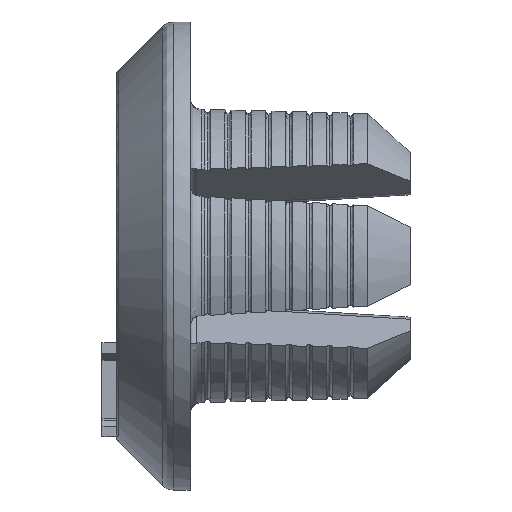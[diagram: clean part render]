
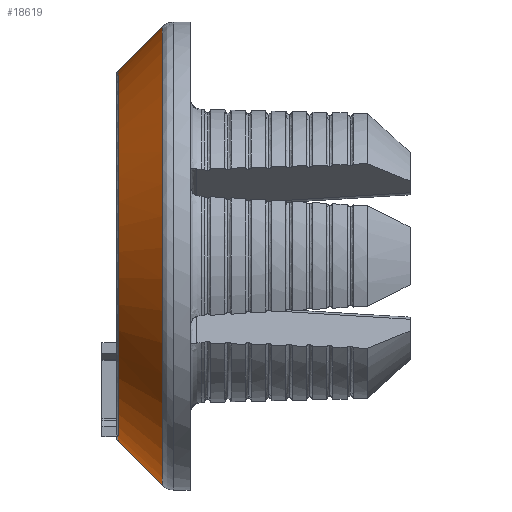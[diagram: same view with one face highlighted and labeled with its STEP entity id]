
A CAD part, left-side view. The second image highlights one B-rep face of the part: STEP entity #18619.
In plain terms, the highlighted free-form (B-spline) face has degree [2, 1] with [5, 2] control points.
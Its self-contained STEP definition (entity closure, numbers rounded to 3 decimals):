
#18619 = ADVANCED_FACE('',(#18620),#18680,.T.);
#18620 = FACE_BOUND('',#18621,.T.);
#18621 = EDGE_LOOP('',(#18622,#18634,#18641,#18651,#18658,#18666,#18674)
  );
#18622 = ORIENTED_EDGE('',*,*,#18623,.T.);
#18623 = EDGE_CURVE('',#18624,#18626,#18628,.T.);
#18624 = VERTEX_POINT('',#18625);
#18625 = CARTESIAN_POINT('',(-2.743,4.866,
    -12.235));
#18626 = VERTEX_POINT('',#18627);
#18627 = CARTESIAN_POINT('',(0.,4.866,
    12.538));
#18628 = ( BOUNDED_CURVE() B_SPLINE_CURVE(2,(#18629,#18630,#18631,#18632
,#18633),.UNSPECIFIED.,.F.,.F.) B_SPLINE_CURVE_WITH_KNOTS((3,2,3),(
    0.,1.461,2.921),
.PIECEWISE_BEZIER_KNOTS.) CURVE() GEOMETRIC_REPRESENTATION_ITEM() 
RATIONAL_B_SPLINE_CURVE((1.,0.745,1.,0.745,1.)) 
REPRESENTATION_ITEM('') );
#18629 = CARTESIAN_POINT('',(-2.743,4.866,-12.235
    ));
#18630 = CARTESIAN_POINT('',(-13.698,4.866,
    -9.779));
#18631 = CARTESIAN_POINT('',(-12.462,4.866,
    1.38));
#18632 = CARTESIAN_POINT('',(-11.227,4.866,
    12.538));
#18633 = CARTESIAN_POINT('',(0.,4.866,
    12.538));
#18634 = ORIENTED_EDGE('',*,*,#18635,.T.);
#18635 = EDGE_CURVE('',#18626,#18636,#18638,.T.);
#18636 = VERTEX_POINT('',#18637);
#18637 = CARTESIAN_POINT('',(0.,1.887,15.517));
#18638 = B_SPLINE_CURVE_WITH_KNOTS('',1,(#18639,#18640),.UNSPECIFIED.,
  .F.,.F.,(2,2),(-0.672,3.21),.PIECEWISE_BEZIER_KNOTS.);
#18639 = CARTESIAN_POINT('',(0.,4.866,12.538));
#18640 = CARTESIAN_POINT('',(0.,1.887,15.517));
#18641 = ORIENTED_EDGE('',*,*,#18642,.T.);
#18642 = EDGE_CURVE('',#18636,#18643,#18645,.T.);
#18643 = VERTEX_POINT('',#18644);
#18644 = CARTESIAN_POINT('',(0.,1.887,
    -15.517));
#18645 = ( BOUNDED_CURVE() B_SPLINE_CURVE(2,(#18646,#18647,#18648,#18649
,#18650),.UNSPECIFIED.,.F.,.F.) B_SPLINE_CURVE_WITH_KNOTS((3,2,3),(0.,
1.571,3.142),.PIECEWISE_BEZIER_KNOTS.) CURVE() 
GEOMETRIC_REPRESENTATION_ITEM() RATIONAL_B_SPLINE_CURVE((1.,
0.707,1.,0.707,1.)) REPRESENTATION_ITEM('') );
#18646 = CARTESIAN_POINT('',(0.,1.887,15.517));
#18647 = CARTESIAN_POINT('',(-15.517,1.887,
    15.517));
#18648 = CARTESIAN_POINT('',(-15.517,1.887,
    0.));
#18649 = CARTESIAN_POINT('',(-15.517,1.887,
    -15.517));
#18650 = CARTESIAN_POINT('',(0.,1.887,
    -15.517));
#18651 = ORIENTED_EDGE('',*,*,#18652,.T.);
#18652 = EDGE_CURVE('',#18643,#18653,#18655,.T.);
#18653 = VERTEX_POINT('',#18654);
#18654 = CARTESIAN_POINT('',(0.,4.866,
    -12.538));
#18655 = B_SPLINE_CURVE_WITH_KNOTS('',1,(#18656,#18657),.UNSPECIFIED.,
  .F.,.F.,(2,2),(0.,3.882),.PIECEWISE_BEZIER_KNOTS.);
#18656 = CARTESIAN_POINT('',(0.,1.887,
    -15.517));
#18657 = CARTESIAN_POINT('',(0.,4.866,
    -12.538));
#18658 = ORIENTED_EDGE('',*,*,#18659,.T.);
#18659 = EDGE_CURVE('',#18653,#18660,#18662,.T.);
#18660 = VERTEX_POINT('',#18661);
#18661 = CARTESIAN_POINT('',(-2.734,4.866,
    -12.237));
#18662 = ( BOUNDED_CURVE() B_SPLINE_CURVE(2,(#18663,#18664,#18665),
.UNSPECIFIED.,.F.,.F.) B_SPLINE_CURVE_WITH_KNOTS((3,3),(0.,
0.22),.PIECEWISE_BEZIER_KNOTS.) CURVE() 
GEOMETRIC_REPRESENTATION_ITEM() RATIONAL_B_SPLINE_CURVE((1.,
0.994,1.)) REPRESENTATION_ITEM('') );
#18663 = CARTESIAN_POINT('',(0.,4.866,-12.538));
#18664 = CARTESIAN_POINT('',(-1.384,4.866,
    -12.538));
#18665 = CARTESIAN_POINT('',(-2.734,4.866,
    -12.237));
#18666 = ORIENTED_EDGE('',*,*,#18667,.T.);
#18667 = EDGE_CURVE('',#18660,#18668,#18670,.T.);
#18668 = VERTEX_POINT('',#18669);
#18669 = CARTESIAN_POINT('',(-2.743,4.859,
    -12.242));
#18670 = B_SPLINE_CURVE_WITH_KNOTS('',2,(#18671,#18672,#18673),
  .UNSPECIFIED.,.F.,.F.,(3,3),(0.,0.016),
  .PIECEWISE_BEZIER_KNOTS.);
#18671 = CARTESIAN_POINT('',(-2.734,4.866,
    -12.237));
#18672 = CARTESIAN_POINT('',(-2.739,4.863,
    -12.239));
#18673 = CARTESIAN_POINT('',(-2.743,4.859,
    -12.242));
#18674 = ORIENTED_EDGE('',*,*,#18675,.T.);
#18675 = EDGE_CURVE('',#18668,#18624,#18676,.T.);
#18676 = B_SPLINE_CURVE_WITH_KNOTS('',2,(#18677,#18678,#18679),
  .UNSPECIFIED.,.F.,.F.,(3,3),(0.,0.013),
  .PIECEWISE_BEZIER_KNOTS.);
#18677 = CARTESIAN_POINT('',(-2.743,4.859,
    -12.242));
#18678 = CARTESIAN_POINT('',(-2.743,4.863,
    -12.238));
#18679 = CARTESIAN_POINT('',(-2.743,4.866,
    -12.235));
#18680 = ( BOUNDED_SURFACE() B_SPLINE_SURFACE(2,1,(
    (#18681,#18682)
    ,(#18683,#18684)
    ,(#18685,#18686)
    ,(#18687,#18688)
    ,(#18689,#18690
)),.UNSPECIFIED.,.F.,.F.,.F.) B_SPLINE_SURFACE_WITH_KNOTS((3,2,3),(2,2),
  (0.,1.571,3.142),(-0.672,3.21),
.PIECEWISE_BEZIER_KNOTS.) GEOMETRIC_REPRESENTATION_ITEM() 
RATIONAL_B_SPLINE_SURFACE((
    (1.,1.)
    ,(0.707,0.707)
    ,(1.,1.)
    ,(0.707,0.707)
,(1.,1.))) REPRESENTATION_ITEM('') SURFACE() );
#18681 = CARTESIAN_POINT('',(0.,4.866,
    -12.538));
#18682 = CARTESIAN_POINT('',(0.,1.887,
    -15.517));
#18683 = CARTESIAN_POINT('',(-12.538,4.866,
    -12.538));
#18684 = CARTESIAN_POINT('',(-15.517,1.887,
    -15.517));
#18685 = CARTESIAN_POINT('',(-12.538,4.866,
    0.));
#18686 = CARTESIAN_POINT('',(-15.517,1.887,
    0.));
#18687 = CARTESIAN_POINT('',(-12.538,4.866,
    12.538));
#18688 = CARTESIAN_POINT('',(-15.517,1.887,
    15.517));
#18689 = CARTESIAN_POINT('',(0.,4.866,
    12.538));
#18690 = CARTESIAN_POINT('',(0.,1.887,
    15.517));
